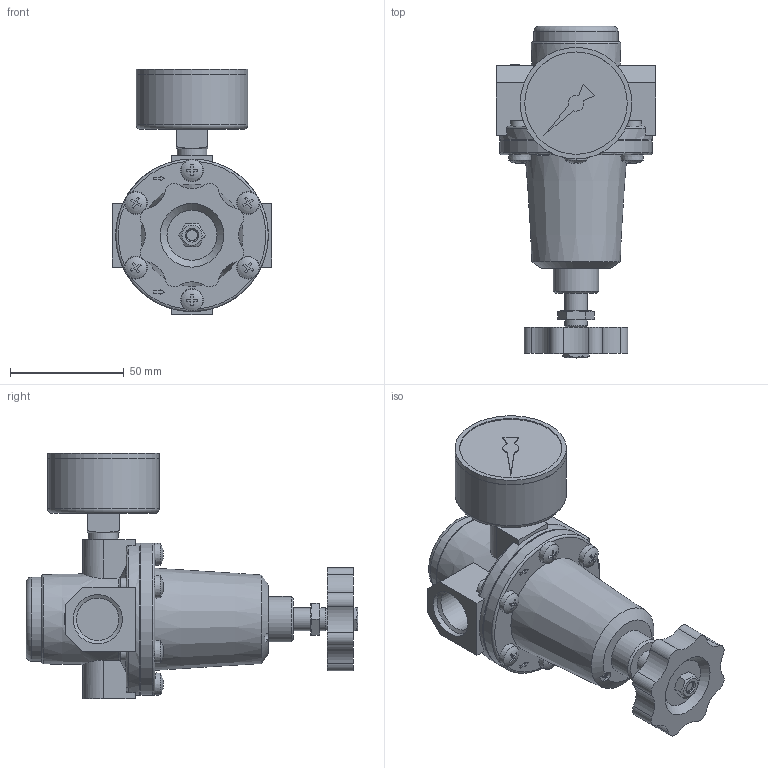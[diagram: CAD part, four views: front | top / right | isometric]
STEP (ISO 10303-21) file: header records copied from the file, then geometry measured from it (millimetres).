
FILE_DESCRIPTION( ( 'STEP AP214' ), ' ' );
FILE_NAME( '9.1523.00.002.0.stp', '2017-01-20T09:32:38', ( '' ), ( '' ), ' ', 'PARTsolutions', ' ' );
FILE_SCHEMA( ( 'AUTOMOTIVE_DESIGN { 1 0 10303 214 1 1 1 1 }' ) );
Length unit declared in the file: millimetre
Products named in the file (3): 9.1523.00.002.0; _637.35 B(01)-1; _637.35 B-2
Assembly tree (2 placements, depth 2):
  9.1523.00.002.0
    _637.35 B(01)-1
    _637.35 B-2
Bounding box: 70 x 145.85 x 108 mm (x, y, z)
Volume: 261079.9 mm3; surface area: 43080 mm2
Topology: 2 solids, 2 shells, 329 faces, 856 edges, 553 vertices
Faces by surface type: plane 203, cylinder 62, cone 39, torus 19, sphere 6
Full cylindrical faces by diameter (mm): 3 x1, 4.917 x1, 5.1 x1, 6 x1, 10 x2, 11.445 x1, 13.157 x1, 13.9 x1, 18.631 x2, 20 x1, 21.6 x2, 37 x1, 45 x1, 48.96 x1, 49 x2, 67 x2
Entity records: 12634 total; most frequent: CARTESIAN_POINT 2186, DIRECTION 1654, ORIENTED_EDGE 1540, EDGE_CURVE 770, AXIS2_PLACEMENT_3D 640, VERTEX_POINT 524, EDGE_LOOP 416, LINE 374
